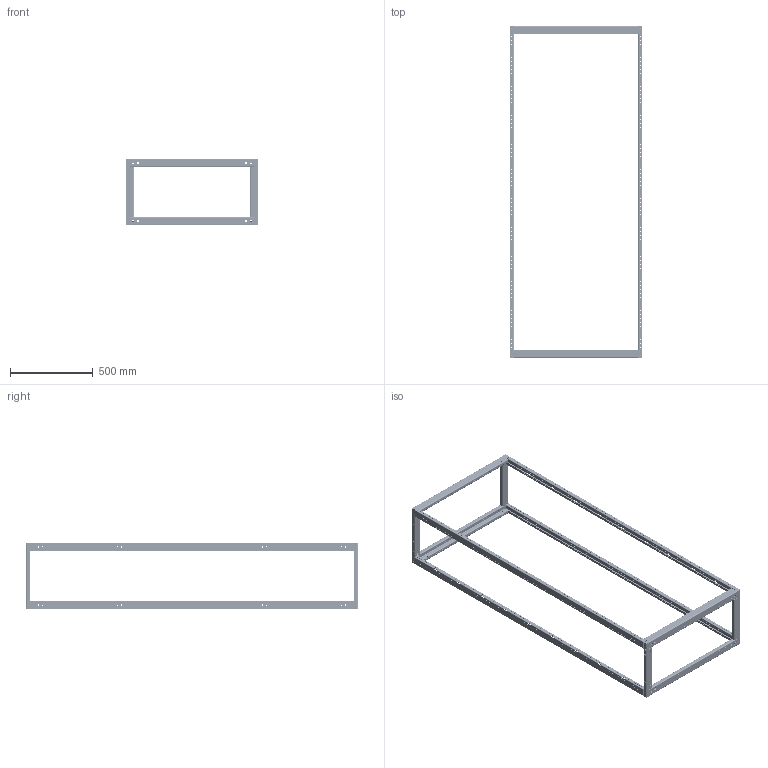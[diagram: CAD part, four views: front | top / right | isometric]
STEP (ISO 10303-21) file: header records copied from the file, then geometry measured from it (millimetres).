
FILE_DESCRIPTION(('STEP AP214'),'1');
FILE_NAME('cctmp_BCA2FE4B-6303-45B8-84AB-989ADB4FFA38_2025_01_23_07_49_23_0424..stp','2025-01-23T06:49:28',('SIEMENS A&D'),('CADClick - www.CADClick.com'),'Spatial InterOp 3D',' ','unknown authorization');
FILE_SCHEMA(('AUTOMOTIVE_DESIGN'));
Length unit declared in the file: millimetre
Products named in the file (13): cc_unnamed; 2025_01_23_07_49_23_0293; 2025_01_23_07_49_23_0252; 2025_01_23_07_49_23_0172; 2025_01_23_07_49_23_0133; 2025_01_23_07_49_23_0060; 2025_01_23_07_49_23_0020; 2025_01_23_07_49_22_0939; 2025_01_23_07_49_22_0898; 2025_01_23_07_49_22_0820; 2025_01_23_07_49_22_0788; 2025_01_23_07_49_22_0707; 2025_01_23_07_49_22_0666
Assembly tree (12 placements, depth 2):
  cc_unnamed
    2025_01_23_07_49_23_0293
    2025_01_23_07_49_23_0252
    2025_01_23_07_49_23_0172
    2025_01_23_07_49_23_0133
    2025_01_23_07_49_23_0060
    2025_01_23_07_49_23_0020
    2025_01_23_07_49_22_0939
    2025_01_23_07_49_22_0898
    2025_01_23_07_49_22_0820
    2025_01_23_07_49_22_0788
    2025_01_23_07_49_22_0707
    2025_01_23_07_49_22_0666
Bounding box: 800 x 2000 x 400 mm (x, y, z)
Volume: 3952325.7 mm3; surface area: 3355732.6 mm2
Topology: 84 solids, 84 shells, 6156 faces, 17780 edges, 11768 vertices
Faces by surface type: cylinder 4864, plane 1100, cone 192
Entity records: 267490 total; most frequent: DIRECTION 39878, CARTESIAN_POINT 36941, ORIENTED_EDGE 35560, EDGE_CURVE 17780, AXIS2_PLACEMENT_3D 16001, VERTEX_POINT 11768, EDGE_LOOP 10628, CIRCLE 9832
